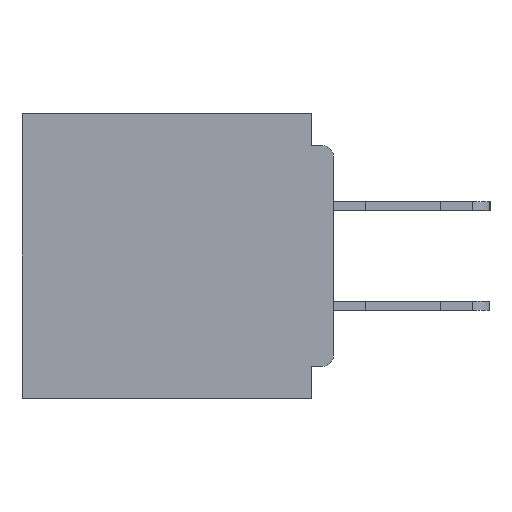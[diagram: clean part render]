
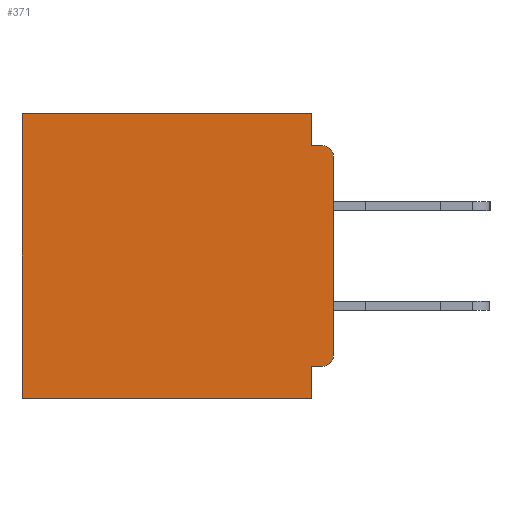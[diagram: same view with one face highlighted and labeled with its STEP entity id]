
A CAD part, left-side view. The second image highlights one B-rep face of the part: STEP entity #371.
In plain terms, the highlighted planar face has unit normal (-1, 0, 0).
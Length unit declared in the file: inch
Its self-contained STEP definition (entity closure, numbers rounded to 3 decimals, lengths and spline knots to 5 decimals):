
#258 = CARTESIAN_POINT ( 'NONE',  ( 0.3, 0., -0.4 ) ) ;
#371 = ADVANCED_FACE ( 'NONE', ( #44868 ), #32990, .F. ) ;
#891 = VERTEX_POINT ( 'NONE', #40818 ) ;
#941 = DIRECTION ( 'NONE',  ( 0., 0., -1. ) ) ;
#956 = CARTESIAN_POINT ( 'NONE',  ( 0.3, 0., -0.4 ) ) ;
#1471 = DIRECTION ( 'NONE',  ( 0., 1., 0. ) ) ;
#3219 = ORIENTED_EDGE ( 'NONE', *, *, #46205, .F. ) ;
#3808 = CARTESIAN_POINT ( 'NONE',  ( 0.3, 0.031, -0.355 ) ) ;
#3844 = VECTOR ( 'NONE', #19584, 39.37008 ) ;
#4179 = CIRCLE ( 'NONE', #37545, 0.015 ) ;
#5620 = VECTOR ( 'NONE', #24908, 39.37008 ) ;
#5966 = LINE ( 'NONE', #48684, #25997 ) ;
#6992 = VECTOR ( 'NONE', #20197, 39.37008 ) ;
#9253 = VECTOR ( 'NONE', #1471, 39.37008 ) ;
#9466 = EDGE_LOOP ( 'NONE', ( #3219, #22859, #45461, #15901, #45996, #49527, #33942, #38014, #49353, #14358 ) ) ;
#9702 = LINE ( 'NONE', #15553, #29717 ) ;
#11130 = CIRCLE ( 'NONE', #50756, 0.015 ) ;
#11483 = EDGE_CURVE ( 'NONE', #11649, #41139, #19908, .T. ) ;
#11649 = VERTEX_POINT ( 'NONE', #30609 ) ;
#11898 = VERTEX_POINT ( 'NONE', #40144 ) ;
#12902 = CARTESIAN_POINT ( 'NONE',  ( 0.3, 0., -0.06 ) ) ;
#13324 = CARTESIAN_POINT ( 'NONE',  ( 0.3, 0., -0.355 ) ) ;
#14358 = ORIENTED_EDGE ( 'NONE', *, *, #39219, .T. ) ;
#14987 = CARTESIAN_POINT ( 'NONE',  ( 0.3, 0.015, -0.34 ) ) ;
#15487 = EDGE_CURVE ( 'NONE', #11898, #26567, #17659, .T. ) ;
#15553 = CARTESIAN_POINT ( 'NONE',  ( 0.3, 0., 0. ) ) ;
#15823 = VERTEX_POINT ( 'NONE', #18081 ) ;
#15901 = ORIENTED_EDGE ( 'NONE', *, *, #43198, .F. ) ;
#16270 = LINE ( 'NONE', #956, #5620 ) ;
#16807 = VERTEX_POINT ( 'NONE', #12902 ) ;
#17001 = LINE ( 'NONE', #43414, #3844 ) ;
#17151 = VERTEX_POINT ( 'NONE', #39005 ) ;
#17329 = CARTESIAN_POINT ( 'NONE',  ( 0.3, 0.031, -0.4 ) ) ;
#17659 = LINE ( 'NONE', #258, #6992 ) ;
#17805 = VERTEX_POINT ( 'NONE', #50765 ) ;
#18081 = CARTESIAN_POINT ( 'NONE',  ( 0.3, 0.015, -0.045 ) ) ;
#18718 = DIRECTION ( 'NONE',  ( 0., 0., -1. ) ) ;
#18880 = DIRECTION ( 'NONE',  ( 1., 0., 0. ) ) ;
#19038 = DIRECTION ( 'NONE',  ( 0., 0., -1. ) ) ;
#19357 = DIRECTION ( 'NONE',  ( 0., 0., -1. ) ) ;
#19584 = DIRECTION ( 'NONE',  ( 0., -1., 0. ) ) ;
#19908 = LINE ( 'NONE', #13324, #9253 ) ;
#19929 = DIRECTION ( 'NONE',  ( -1., 0., 0. ) ) ;
#20197 = DIRECTION ( 'NONE',  ( 0., 1., 0. ) ) ;
#20451 = VERTEX_POINT ( 'NONE', #30999 ) ;
#21160 = EDGE_CURVE ( 'NONE', #20451, #891, #9702, .T. ) ;
#21388 = DIRECTION ( 'NONE',  ( 0., 0., -1. ) ) ;
#22859 = ORIENTED_EDGE ( 'NONE', *, *, #47205, .T. ) ;
#24423 = VECTOR ( 'NONE', #18718, 39.37008 ) ;
#24780 = EDGE_CURVE ( 'NONE', #891, #26567, #44326, .T. ) ;
#24908 = DIRECTION ( 'NONE',  ( 0., 0., -1. ) ) ;
#24971 = CARTESIAN_POINT ( 'NONE',  ( 0.3, 0., -0.4 ) ) ;
#25997 = VECTOR ( 'NONE', #941, 39.37008 ) ;
#26567 = VERTEX_POINT ( 'NONE', #41686 ) ;
#29525 = VECTOR ( 'NONE', #21388, 39.37008 ) ;
#29717 = VECTOR ( 'NONE', #43447, 39.37008 ) ;
#29886 = EDGE_CURVE ( 'NONE', #41139, #11898, #41332, .T. ) ;
#30002 = AXIS2_PLACEMENT_3D ( 'NONE', #24971, #18880, #19357 ) ;
#30256 = EDGE_CURVE ( 'NONE', #17805, #15823, #17001, .T. ) ;
#30609 = CARTESIAN_POINT ( 'NONE',  ( 0.3, 0.015, -0.355 ) ) ;
#30999 = CARTESIAN_POINT ( 'NONE',  ( 0.3, 0.031, 0. ) ) ;
#32990 = PLANE ( 'NONE',  #30002 ) ;
#33942 = ORIENTED_EDGE ( 'NONE', *, *, #15487, .F. ) ;
#37545 = AXIS2_PLACEMENT_3D ( 'NONE', #14987, #42870, #19038 ) ;
#38014 = ORIENTED_EDGE ( 'NONE', *, *, #29886, .F. ) ;
#38529 = CARTESIAN_POINT ( 'NONE',  ( 0.3, 0.437, -0.4 ) ) ;
#39005 = CARTESIAN_POINT ( 'NONE',  ( 0.3, 0., -0.34 ) ) ;
#39219 = EDGE_CURVE ( 'NONE', #11649, #17151, #4179, .T. ) ;
#40144 = CARTESIAN_POINT ( 'NONE',  ( 0.3, 0.031, -0.4 ) ) ;
#40818 = CARTESIAN_POINT ( 'NONE',  ( 0.3, 0.437, 0. ) ) ;
#41139 = VERTEX_POINT ( 'NONE', #3808 ) ;
#41332 = LINE ( 'NONE', #17329, #29525 ) ;
#41686 = CARTESIAN_POINT ( 'NONE',  ( 0.3, 0.437, -0.4 ) ) ;
#42870 = DIRECTION ( 'NONE',  ( -1., 0., 0. ) ) ;
#43198 = EDGE_CURVE ( 'NONE', #20451, #17805, #5966, .T. ) ;
#43414 = CARTESIAN_POINT ( 'NONE',  ( 0.3, 0., -0.045 ) ) ;
#43447 = DIRECTION ( 'NONE',  ( 0., 1., 0. ) ) ;
#43766 = CARTESIAN_POINT ( 'NONE',  ( 0.3, 0.015, -0.06 ) ) ;
#44326 = LINE ( 'NONE', #38529, #24423 ) ;
#44868 = FACE_OUTER_BOUND ( 'NONE', #9466, .T. ) ;
#45461 = ORIENTED_EDGE ( 'NONE', *, *, #30256, .F. ) ;
#45996 = ORIENTED_EDGE ( 'NONE', *, *, #21160, .T. ) ;
#46205 = EDGE_CURVE ( 'NONE', #16807, #17151, #16270, .T. ) ;
#47205 = EDGE_CURVE ( 'NONE', #16807, #15823, #11130, .T. ) ;
#47718 = DIRECTION ( 'NONE',  ( 0., 0., -1. ) ) ;
#48684 = CARTESIAN_POINT ( 'NONE',  ( 0.3, 0.031, 0. ) ) ;
#49353 = ORIENTED_EDGE ( 'NONE', *, *, #11483, .F. ) ;
#49527 = ORIENTED_EDGE ( 'NONE', *, *, #24780, .T. ) ;
#50756 = AXIS2_PLACEMENT_3D ( 'NONE', #43766, #19929, #47718 ) ;
#50765 = CARTESIAN_POINT ( 'NONE',  ( 0.3, 0.031, -0.045 ) ) ;
